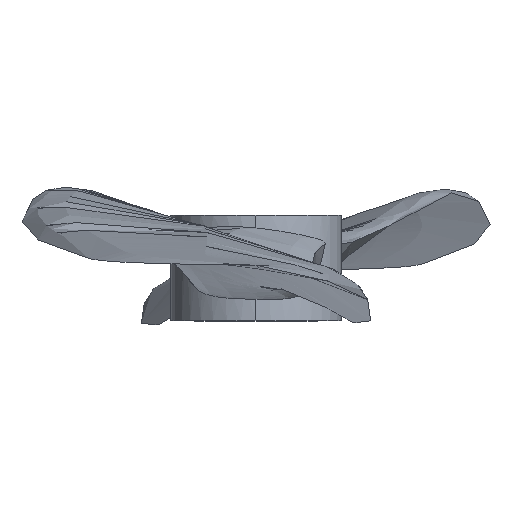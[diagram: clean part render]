
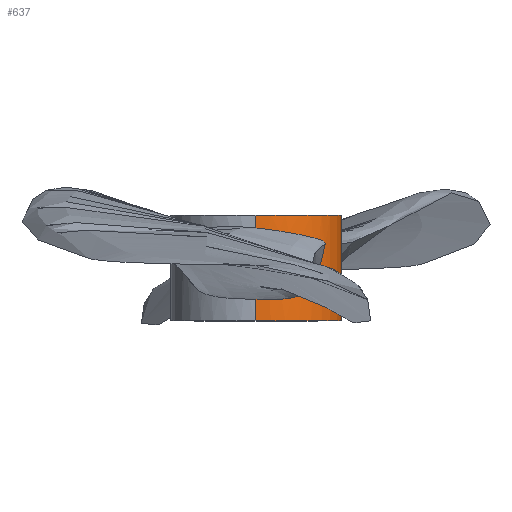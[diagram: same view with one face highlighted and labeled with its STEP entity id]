
A CAD part, top view. The second image highlights one B-rep face of the part: STEP entity #637.
In plain terms, the highlighted cylindrical face has radius 6.5 mm (diameter 13 mm), a partial arc.
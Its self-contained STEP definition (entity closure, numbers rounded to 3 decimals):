
#48=CARTESIAN_POINT('',(0.,4.,0.));
#49=DIRECTION('',(0.,1.,0.));
#50=DIRECTION('',(0.,0.,1.));
#51=AXIS2_PLACEMENT_3D('',#48,#49,#50);
#57=DIRECTION('',(0.,1.,0.));
#58=VECTOR('',#57,0.958);
#59=CARTESIAN_POINT('',(0.,3.042,6.5));
#60=LINE('',#59,#58);
#61=DIRECTION('',(0.,1.,0.));
#62=VECTOR('',#61,1.625);
#63=CARTESIAN_POINT('',(0.,-4.,6.5));
#64=LINE('',#63,#62);
#65=DIRECTION('',(0.,1.,0.));
#66=VECTOR('',#65,0.958);
#67=CARTESIAN_POINT('',(0.,3.042,-6.5));
#68=LINE('',#67,#66);
#69=DIRECTION('',(0.,1.,0.));
#70=VECTOR('',#69,1.625);
#71=CARTESIAN_POINT('',(0.,-4.,-6.5));
#72=LINE('',#71,#70);
#73=CARTESIAN_POINT('',(0.,3.042,-6.5));
#74=CARTESIAN_POINT('',(0.255,3.068,-6.5));
#75=CARTESIAN_POINT('',(0.747,3.108,-6.47));
#76=CARTESIAN_POINT('',(1.417,3.14,-6.355));
#77=CARTESIAN_POINT('',(2.02,3.149,-6.188));
#78=CARTESIAN_POINT('',(2.546,3.139,-5.989));
#79=CARTESIAN_POINT('',(3.002,3.113,-5.772));
#80=CARTESIAN_POINT('',(3.396,3.076,-5.548));
#81=CARTESIAN_POINT('',(3.735,3.031,-5.325));
#82=CARTESIAN_POINT('',(4.025,2.98,-5.108));
#83=CARTESIAN_POINT('',(4.274,2.926,-4.9));
#84=CARTESIAN_POINT('',(4.489,2.87,-4.704));
#85=CARTESIAN_POINT('',(4.675,2.812,-4.518));
#86=CARTESIAN_POINT('',(4.839,2.754,-4.342));
#87=CARTESIAN_POINT('',(4.986,2.694,-4.172));
#88=CARTESIAN_POINT('',(5.12,2.631,-4.007));
#89=CARTESIAN_POINT('',(5.243,2.564,-3.844));
#90=CARTESIAN_POINT('',(5.36,2.49,-3.679));
#91=CARTESIAN_POINT('',(5.47,2.408,-3.513));
#92=CARTESIAN_POINT('',(5.571,2.317,-3.35));
#93=CARTESIAN_POINT('',(5.66,2.211,-3.197));
#94=CARTESIAN_POINT('',(5.731,2.092,-3.067));
#95=CARTESIAN_POINT('',(5.776,1.952,-2.981));
#96=CARTESIAN_POINT('',(5.779,1.848,-2.975));
#97=CARTESIAN_POINT('',(5.773,1.795,-2.987));
#135=CARTESIAN_POINT('',(0.,-2.375,-6.5));
#146=CARTESIAN_POINT('',(5.773,1.795,-2.987));
#147=CARTESIAN_POINT('',(5.725,1.371,-3.08));
#148=CARTESIAN_POINT('',(5.607,0.568,-3.296));
#149=CARTESIAN_POINT('',(5.328,-0.486,
-3.742));
#150=CARTESIAN_POINT('',(4.842,-1.372,-4.371));
#151=CARTESIAN_POINT('',(4.052,-1.947,-5.131));
#152=CARTESIAN_POINT('',(2.964,-2.22,-5.837));
#153=CARTESIAN_POINT('',(1.648,-2.326,-6.348));
#154=CARTESIAN_POINT('',(0.57,-2.362,-6.5));
#155=CARTESIAN_POINT('',(0.,-2.375,-6.5));
#263=CARTESIAN_POINT('',(0.,-4.,0.));
#264=DIRECTION('',(0.,-1.,0.));
#265=DIRECTION('',(0.,0.,-1.));
#266=AXIS2_PLACEMENT_3D('',#263,#264,#265);
#278=CARTESIAN_POINT('',(0.,-2.375,6.5));
#279=CARTESIAN_POINT('',(0.462,-2.386,6.5));
#280=CARTESIAN_POINT('',(1.348,-2.401,6.4));
#281=CARTESIAN_POINT('',(2.493,-2.339,6.041));
#282=CARTESIAN_POINT('',(3.503,-2.086,5.511));
#283=CARTESIAN_POINT('',(4.266,-1.439,4.925));
#284=CARTESIAN_POINT('',(4.711,-0.46,4.487));
#285=CARTESIAN_POINT('',(5.001,0.622,4.159));
#286=CARTESIAN_POINT('',(5.173,1.451,3.939));
#287=CARTESIAN_POINT('',(5.26,1.881,3.818));
#401=CARTESIAN_POINT('',(0.,3.042,6.5));
#427=CARTESIAN_POINT('',(5.26,1.881,3.818));
#428=CARTESIAN_POINT('',(5.258,1.891,3.822));
#429=CARTESIAN_POINT('',(5.249,1.909,3.833));
#430=CARTESIAN_POINT('',(5.232,1.934,3.857));
#431=CARTESIAN_POINT('',(5.211,1.957,3.886));
#432=CARTESIAN_POINT('',(5.187,1.978,3.918));
#433=CARTESIAN_POINT('',(5.159,1.999,3.954));
#434=CARTESIAN_POINT('',(5.128,2.02,3.994));
#435=CARTESIAN_POINT('',(5.093,2.04,4.039));
#436=CARTESIAN_POINT('',(5.054,2.06,4.087));
#437=CARTESIAN_POINT('',(5.011,2.081,4.14));
#438=CARTESIAN_POINT('',(4.963,2.103,4.198));
#439=CARTESIAN_POINT('',(4.91,2.124,4.26));
#440=CARTESIAN_POINT('',(4.851,2.147,4.327));
#441=CARTESIAN_POINT('',(4.785,2.17,4.399));
#442=CARTESIAN_POINT('',(4.713,2.195,4.477));
#443=CARTESIAN_POINT('',(4.632,2.22,4.56));
#444=CARTESIAN_POINT('',(4.543,2.247,4.65));
#445=CARTESIAN_POINT('',(4.443,2.276,4.745));
#446=CARTESIAN_POINT('',(4.332,2.306,4.847));
#447=CARTESIAN_POINT('',(4.208,2.337,4.955));
#448=CARTESIAN_POINT('',(4.069,2.371,5.07));
#449=CARTESIAN_POINT('',(3.913,2.408,5.192));
#450=CARTESIAN_POINT('',(3.738,2.447,5.319));
#451=CARTESIAN_POINT('',(3.541,2.489,5.453));
#452=CARTESIAN_POINT('',(3.319,2.535,5.591));
#453=CARTESIAN_POINT('',(3.068,2.584,5.733));
#454=CARTESIAN_POINT('',(2.784,2.637,5.877));
#455=CARTESIAN_POINT('',(2.461,2.695,6.02));
#456=CARTESIAN_POINT('',(2.093,2.758,6.158));
#457=CARTESIAN_POINT('',(1.674,2.826,6.286));
#458=CARTESIAN_POINT('',(1.195,2.897,6.396));
#459=CARTESIAN_POINT('',(0.648,2.971,6.477));
#460=CARTESIAN_POINT('',(0.225,3.02,6.5));
#461=CARTESIAN_POINT('',(0.,3.042,6.5));
#463=CARTESIAN_POINT('',(0.,-4.,6.5));
#464=CARTESIAN_POINT('',(0.,-4.,-6.5));
#465=VERTEX_POINT('',#463);
#466=VERTEX_POINT('',#464);
#467=VERTEX_POINT('',#135);
#469=VERTEX_POINT('',#401);
#475=CARTESIAN_POINT('',(0.,-2.375,6.5));
#476=VERTEX_POINT('',#475);
#477=CARTESIAN_POINT('',(0.,4.,6.5));
#478=CARTESIAN_POINT('',(0.,4.,-6.5));
#479=VERTEX_POINT('',#477);
#480=VERTEX_POINT('',#478);
#481=VERTEX_POINT('',#73);
#482=VERTEX_POINT('',#97);
#488=VERTEX_POINT('',#287);
#615=CARTESIAN_POINT('',(0.,4.,0.));
#616=DIRECTION('',(0.,-1.,0.));
#617=DIRECTION('',(0.,0.,-1.));
#618=AXIS2_PLACEMENT_3D('',#615,#616,#617);
#619=CYLINDRICAL_SURFACE('',#618,6.5);
#620=ORIENTED_EDGE('',*,*,#566,.T.);
#621=ORIENTED_EDGE('',*,*,#609,.F.);
#623=ORIENTED_EDGE('',*,*,#622,.T.);
#625=ORIENTED_EDGE('',*,*,#624,.T.);
#626=ORIENTED_EDGE('',*,*,#603,.F.);
#628=ORIENTED_EDGE('',*,*,#627,.T.);
#629=ORIENTED_EDGE('',*,*,#599,.T.);
#631=ORIENTED_EDGE('',*,*,#630,.T.);
#633=ORIENTED_EDGE('',*,*,#632,.T.);
#634=ORIENTED_EDGE('',*,*,#593,.T.);
#635=EDGE_LOOP('',(#620,#621,#623,#625,#626,#628,#629,#631,#633,#634));
#636=FACE_OUTER_BOUND('',#635,.F.);
#637=ADVANCED_FACE('',(#636),#619,.T.);
#52=CIRCLE('',#51,6.5);
#98=B_SPLINE_CURVE_WITH_KNOTS('',3,(#73,#74,#75,#76,#77,#78,#79,#80,#81,#82,#83,
#84,#85,#86,#87,#88,#89,#90,#91,#92,#93,#94,#95,#96,#97),.UNSPECIFIED.,.F.,.F.,(
4,1,1,1,1,1,1,1,1,1,1,1,1,1,1,1,1,1,1,1,1,1,4),(0.,0.045,
0.091,0.136,0.182,0.227,
0.273,0.318,0.364,0.409,
0.455,0.5,0.545,0.591,0.636,
0.682,0.727,0.773,0.818,
0.864,0.909,0.955,1.),.UNSPECIFIED.);
#156=B_SPLINE_CURVE_WITH_KNOTS('',3,(#146,#147,#148,#149,#150,#151,#152,#153,
#154,#155),.UNSPECIFIED.,.F.,.F.,(4,1,1,1,1,1,1,4),(0.,0.143,
0.286,0.429,0.571,0.714,
0.857,1.),.UNSPECIFIED.);
#267=CIRCLE('',#266,6.5);
#288=B_SPLINE_CURVE_WITH_KNOTS('',3,(#278,#279,#280,#281,#282,#283,#284,#285,
#286,#287),.UNSPECIFIED.,.F.,.F.,(4,1,1,1,1,1,1,4),(0.,0.143,
0.286,0.429,0.571,0.714,
0.857,1.),.UNSPECIFIED.);
#462=B_SPLINE_CURVE_WITH_KNOTS('',3,(#427,#428,#429,#430,#431,#432,#433,#434,
#435,#436,#437,#438,#439,#440,#441,#442,#443,#444,#445,#446,#447,#448,#449,#450,
#451,#452,#453,#454,#455,#456,#457,#458,#459,#460,#461),.UNSPECIFIED.,.F.,.F.,
(4,1,1,1,1,1,1,1,1,1,1,1,1,1,1,1,1,1,1,1,1,1,1,1,1,1,1,1,1,1,1,1,4),(0.,
0.031,0.063,0.094,0.125,0.156,0.188,0.219,0.25,0.281,
0.313,0.344,0.375,0.406,0.438,0.469,0.5,0.531,
0.563,0.594,0.625,0.656,0.688,0.719,0.75,0.781,
0.813,0.844,0.875,0.906,0.938,0.969,1.),.UNSPECIFIED.);
#566=EDGE_CURVE('',#479,#480,#52,.T.);
#593=EDGE_CURVE('',#469,#479,#60,.T.);
#599=EDGE_CURVE('',#465,#476,#64,.T.);
#603=EDGE_CURVE('',#466,#467,#72,.T.);
#609=EDGE_CURVE('',#481,#480,#68,.T.);
#622=EDGE_CURVE('',#481,#482,#98,.T.);
#624=EDGE_CURVE('',#482,#467,#156,.T.);
#627=EDGE_CURVE('',#466,#465,#267,.T.);
#630=EDGE_CURVE('',#476,#488,#288,.T.);
#632=EDGE_CURVE('',#488,#469,#462,.T.);
